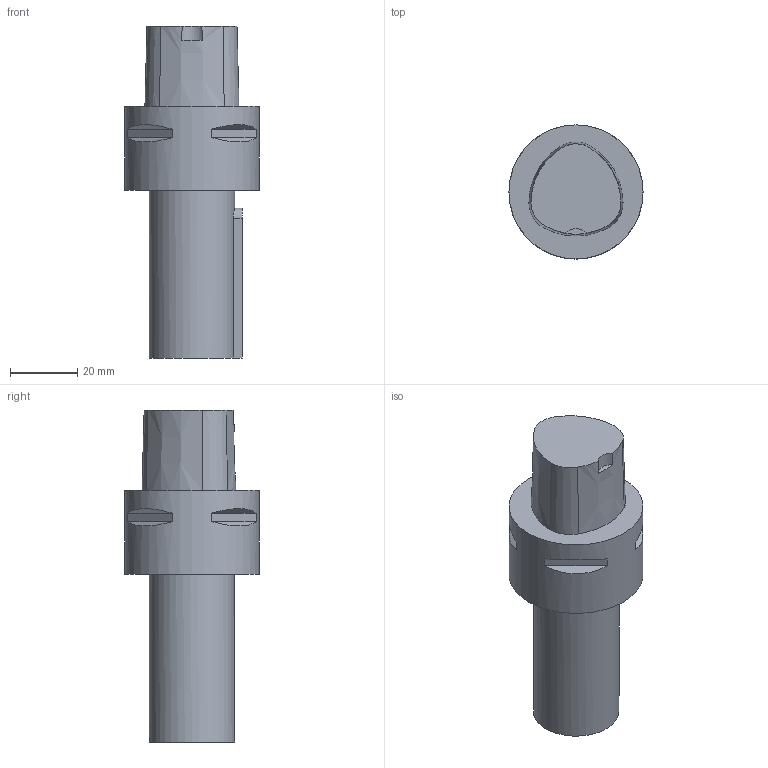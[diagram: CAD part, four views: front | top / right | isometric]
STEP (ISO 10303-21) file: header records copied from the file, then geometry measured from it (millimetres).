
FILE_DESCRIPTION(/* description */ ('3-D model version:1'),/* implementation_level */ '2;1');
FILE_NAME(/* name */ 'C4-A391.10-25025',/* time_stamp */ '2016-12-02T13:51:56',/* author */ ('InteractiveCad'),/* organization */ ('AB Sandvik Coromant'),/* preprocessor_version */ 'ST-DEVELOPER v11',/* originating_system */ 'SIEMENS UGS NX 6.0',/* authorization */ '');
FILE_SCHEMA(('AUTOMOTIVE_DESIGN'));
Length unit declared in the file: millimetre
Products named in the file (1): C4_A391.10_25025_634572166268915947_1_stp
Bounding box: 40 x 40 x 99 mm (x, y, z)
Volume: 70913.2 mm3; surface area: 12051.3 mm2
Topology: 1 solids, 1 shells, 30 faces, 66 edges, 44 vertices
Faces by surface type: plane 20, cone 6, cylinder 4
Full cylindrical faces by diameter (mm): 25.4 x1, 40 x1
Entity records: 948 total; most frequent: CARTESIAN_POINT 176, DIRECTION 157, ORIENTED_EDGE 126, EDGE_CURVE 63, AXIS2_PLACEMENT_3D 63, VERTEX_POINT 43, EDGE_LOOP 38, LINE 31
